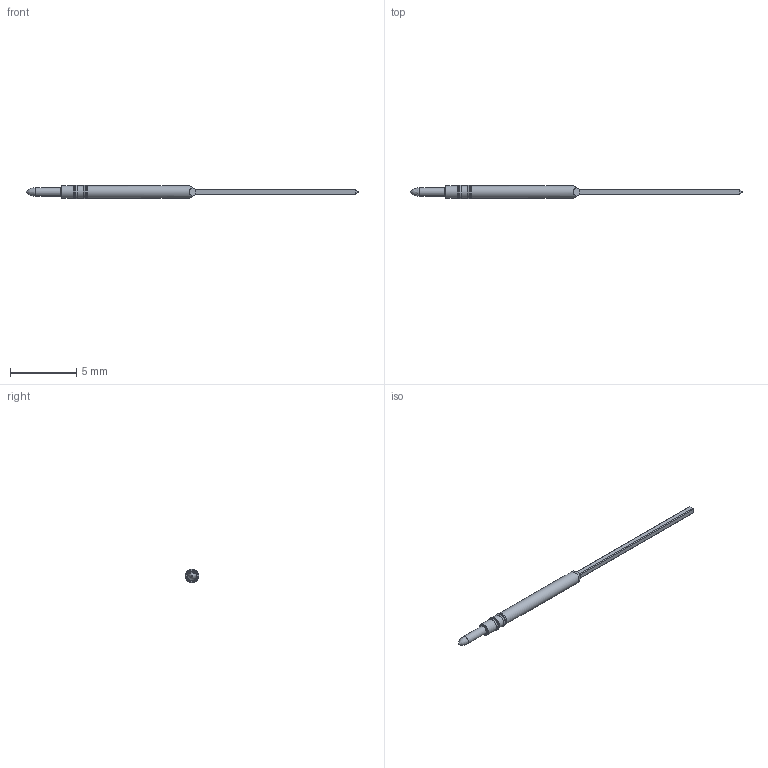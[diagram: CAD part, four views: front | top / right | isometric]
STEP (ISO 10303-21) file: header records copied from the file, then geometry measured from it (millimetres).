
FILE_DESCRIPTION (( 'STEP AP214' ), '1' );
FILE_NAME ('X50-TW-2.STEP', '2017-06-07T13:25:51', ( '' ), ( '' ), 'SwSTEP 2.0', 'SolidWorks 2016', '' );
FILE_SCHEMA (( 'AUTOMOTIVE_DESIGN' ));
Length unit declared in the file: inch
Products named in the file (1): X50-TW-2
Bounding box: 24.97 x 1.03 x 1.03 mm (x, y, z)
Volume: 9.6 mm3; surface area: 55.8 mm2
Topology: 2 solids, 2 shells, 37 faces, 89 edges, 56 vertices
Faces by surface type: plane 20, cylinder 10, cone 4, torus 3
Full cylindrical faces by diameter (mm): 0.635 x1, 0.94 x3, 1.029 x2
Entity records: 1029 total; most frequent: CARTESIAN_POINT 226, ORIENTED_EDGE 148, DIRECTION 144, EDGE_CURVE 74, VERTEX_POINT 54, AXIS2_PLACEMENT_3D 52, EDGE_LOOP 52, FACE_OUTER_BOUND 46
